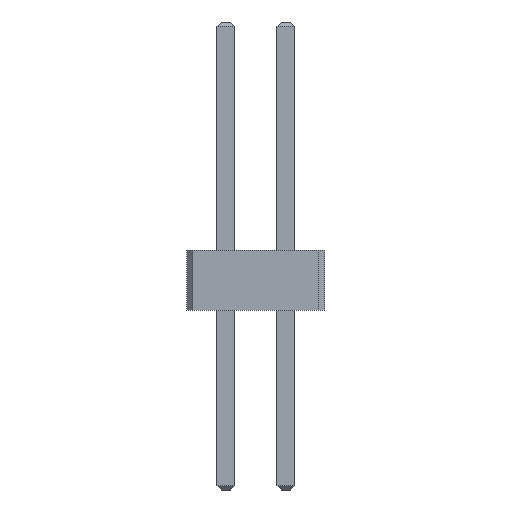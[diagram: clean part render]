
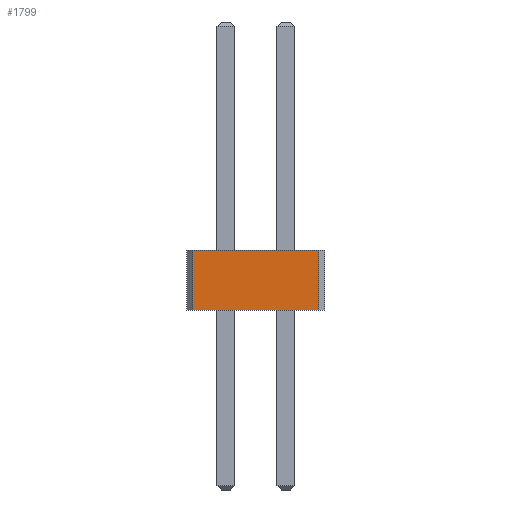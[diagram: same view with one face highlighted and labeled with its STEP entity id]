
A CAD part, front view. The second image highlights one B-rep face of the part: STEP entity #1799.
In plain terms, the highlighted planar face has unit normal (0, -1, 0).
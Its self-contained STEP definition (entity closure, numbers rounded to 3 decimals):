
#13=DIRECTION('',(0.,0.,1.));
#27=VECTOR('',#13,1.);
#67=DIRECTION('',(1.,0.,0.));
#1786=VERTEX_POINT('',#1787);
#1787=CARTESIAN_POINT('',(-0.55,-30.5,1.));
#1790=EDGE_CURVE('',#1791,#1786,#1793,.T.);
#1791=VERTEX_POINT('',#1792);
#1792=CARTESIAN_POINT('',(-0.55,-30.5,0.));
#1793=LINE('',#1792,#27);
#1799=ADVANCED_FACE('',(#1800),#1817,.F.);
#1800=FACE_BOUND('',#1801,.F.);
#1801=EDGE_LOOP('',(#1802,#1803,#1809,#1814));
#1802=ORIENTED_EDGE('',*,*,#1790,.T.);
#1803=ORIENTED_EDGE('',*,*,#1804,.T.);
#1804=EDGE_CURVE('',#1786,#1805,#1807,.T.);
#1805=VERTEX_POINT('',#1806);
#1806=CARTESIAN_POINT('',(1.55,-30.5,1.));
#1807=LINE('',#1787,#1808);
#1808=VECTOR('',#67,1.);
#1809=ORIENTED_EDGE('',*,*,#1810,.F.);
#1810=EDGE_CURVE('',#1811,#1805,#1813,.T.);
#1811=VERTEX_POINT('',#1812);
#1812=CARTESIAN_POINT('',(1.55,-30.5,0.));
#1813=LINE('',#1812,#27);
#1814=ORIENTED_EDGE('',*,*,#1815,.F.);
#1815=EDGE_CURVE('',#1791,#1811,#1816,.T.);
#1816=LINE('',#1792,#1808);
#1817=PLANE('',#1818);
#1818=AXIS2_PLACEMENT_3D('',#1792,#1819,#67);
#1819=DIRECTION('',(0.,1.,0.));
